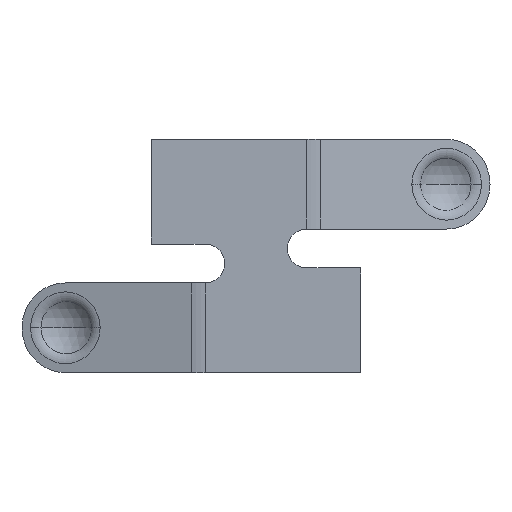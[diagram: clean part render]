
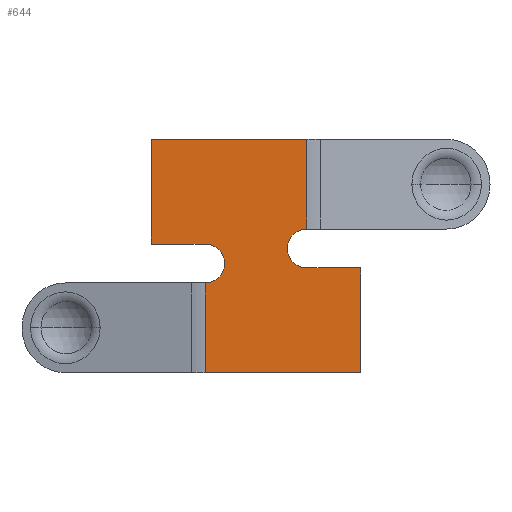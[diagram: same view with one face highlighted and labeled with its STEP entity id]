
A CAD part, front view. The second image highlights one B-rep face of the part: STEP entity #644.
In plain terms, the highlighted planar face has unit normal (0, -1, 0).
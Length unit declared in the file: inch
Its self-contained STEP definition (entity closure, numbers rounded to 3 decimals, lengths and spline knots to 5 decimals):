
#8 = CARTESIAN_POINT ( 'NONE',  ( -0.034, 0., -0.018 ) ) ;
#21 = ORIENTED_EDGE ( 'NONE', *, *, #91, .F. ) ;
#38 = DIRECTION ( 'NONE',  ( 0., -1., 0. ) ) ;
#59 = DIRECTION ( 'NONE',  ( -1., 0., 0. ) ) ;
#91 = EDGE_CURVE ( 'NONE', #555, #1174, #1068, .T. ) ;
#95 = AXIS2_PLACEMENT_3D ( 'NONE', #643, #868, #380 ) ;
#100 = VERTEX_POINT ( 'NONE', #210 ) ;
#118 = ORIENTED_EDGE ( 'NONE', *, *, #736, .F. ) ;
#123 = CARTESIAN_POINT ( 'NONE',  ( 0.034, 0., 0.078 ) ) ;
#134 = ORIENTED_EDGE ( 'NONE', *, *, #1009, .F. ) ;
#191 = CARTESIAN_POINT ( 'NONE',  ( 0.034, 0., 0.078 ) ) ;
#210 = CARTESIAN_POINT ( 'NONE',  ( -0.034, 0., 0.008 ) ) ;
#228 = EDGE_CURVE ( 'NONE', #645, #942, #256, .T. ) ;
#238 = LINE ( 'NONE', #521, #613 ) ;
#256 = LINE ( 'NONE', #428, #940 ) ;
#349 = DIRECTION ( 'NONE',  ( -1., 0., 0. ) ) ;
#363 = DIRECTION ( 'NONE',  ( 0., 0., -1. ) ) ;
#376 = EDGE_CURVE ( 'NONE', #100, #645, #1028, .T. ) ;
#379 = EDGE_CURVE ( 'NONE', #1174, #839, #238, .T. ) ;
#380 = DIRECTION ( 'NONE',  ( 0., 0., -1. ) ) ;
#381 = ORIENTED_EDGE ( 'NONE', *, *, #512, .F. ) ;
#384 = CARTESIAN_POINT ( 'NONE',  ( 0.07, 0., -0.078 ) ) ;
#387 = ORIENTED_EDGE ( 'NONE', *, *, #545, .T. ) ;
#412 = DIRECTION ( 'NONE',  ( 1., 0., 0. ) ) ;
#428 = CARTESIAN_POINT ( 'NONE',  ( -0.07, 0., 0.008 ) ) ;
#435 = VECTOR ( 'NONE', #547, 39.37008 ) ;
#452 = VERTEX_POINT ( 'NONE', #724 ) ;
#491 = VECTOR ( 'NONE', #363, 39.37008 ) ;
#512 = EDGE_CURVE ( 'NONE', #788, #1164, #1036, .T. ) ;
#519 = CIRCLE ( 'NONE', #673, 0.013 ) ;
#521 = CARTESIAN_POINT ( 'NONE',  ( -0.034, 0., -0.078 ) ) ;
#545 = EDGE_CURVE ( 'NONE', #990, #839, #1152, .T. ) ;
#547 = DIRECTION ( 'NONE',  ( 1., 0., 0. ) ) ;
#551 = LINE ( 'NONE', #1127, #435 ) ;
#555 = VERTEX_POINT ( 'NONE', #845 ) ;
#565 = ORIENTED_EDGE ( 'NONE', *, *, #766, .F. ) ;
#613 = VECTOR ( 'NONE', #349, 39.37008 ) ;
#624 = DIRECTION ( 'NONE',  ( 0., 0., 1. ) ) ;
#643 = CARTESIAN_POINT ( 'NONE',  ( -0.034, 0., -0.005 ) ) ;
#644 = ADVANCED_FACE ( 'NONE', ( #654 ), #1133, .T. ) ;
#645 = VERTEX_POINT ( 'NONE', #1030 ) ;
#654 = FACE_OUTER_BOUND ( 'NONE', #1162, .T. ) ;
#673 = AXIS2_PLACEMENT_3D ( 'NONE', #926, #831, #1110 ) ;
#706 = ORIENTED_EDGE ( 'NONE', *, *, #228, .F. ) ;
#724 = CARTESIAN_POINT ( 'NONE',  ( 0.034, 0., -0.008 ) ) ;
#726 = CARTESIAN_POINT ( 'NONE',  ( 0.07, 0., -0.078 ) ) ;
#736 = EDGE_CURVE ( 'NONE', #990, #100, #1003, .T. ) ;
#745 = CARTESIAN_POINT ( 'NONE',  ( 0.034, 0., 0.018 ) ) ;
#757 = DIRECTION ( 'NONE',  ( 0., 0., -1. ) ) ;
#766 = EDGE_CURVE ( 'NONE', #452, #555, #987, .T. ) ;
#788 = VERTEX_POINT ( 'NONE', #123 ) ;
#797 = CARTESIAN_POINT ( 'NONE',  ( 0.07, 0., -0.008 ) ) ;
#799 = DIRECTION ( 'NONE',  ( 0., 0., -1. ) ) ;
#831 = DIRECTION ( 'NONE',  ( 0., -1., 0. ) ) ;
#839 = VERTEX_POINT ( 'NONE', #1024 ) ;
#843 = VECTOR ( 'NONE', #59, 39.37008 ) ;
#845 = CARTESIAN_POINT ( 'NONE',  ( 0.07, 0., -0.008 ) ) ;
#868 = DIRECTION ( 'NONE',  ( 0., -1., 0. ) ) ;
#880 = VECTOR ( 'NONE', #412, 39.37008 ) ;
#885 = DIRECTION ( 'NONE',  ( 0., 0., -1. ) ) ;
#922 = ORIENTED_EDGE ( 'NONE', *, *, #376, .F. ) ;
#926 = CARTESIAN_POINT ( 'NONE',  ( 0.034, 0., 0.005 ) ) ;
#940 = VECTOR ( 'NONE', #624, 39.37008 ) ;
#942 = VERTEX_POINT ( 'NONE', #1029 ) ;
#957 = CARTESIAN_POINT ( 'NONE',  ( -0.034, 0., -0.018 ) ) ;
#978 = CARTESIAN_POINT ( 'NONE',  ( -0.034, 0., -0.005 ) ) ;
#987 = LINE ( 'NONE', #797, #880 ) ;
#990 = VERTEX_POINT ( 'NONE', #957 ) ;
#1003 = CIRCLE ( 'NONE', #1196, 0.013 ) ;
#1009 = EDGE_CURVE ( 'NONE', #942, #788, #551, .T. ) ;
#1024 = CARTESIAN_POINT ( 'NONE',  ( -0.034, 0., -0.078 ) ) ;
#1028 = LINE ( 'NONE', #1099, #843 ) ;
#1029 = CARTESIAN_POINT ( 'NONE',  ( -0.07, 0., 0.078 ) ) ;
#1030 = CARTESIAN_POINT ( 'NONE',  ( -0.07, 0., 0.008 ) ) ;
#1036 = LINE ( 'NONE', #191, #491 ) ;
#1068 = LINE ( 'NONE', #384, #1140 ) ;
#1081 = ORIENTED_EDGE ( 'NONE', *, *, #379, .F. ) ;
#1099 = CARTESIAN_POINT ( 'NONE',  ( -0.034, 0., 0.008 ) ) ;
#1110 = DIRECTION ( 'NONE',  ( 0., 0., 1. ) ) ;
#1127 = CARTESIAN_POINT ( 'NONE',  ( -0.07, 0., 0.078 ) ) ;
#1133 = PLANE ( 'NONE',  #95 ) ;
#1140 = VECTOR ( 'NONE', #799, 39.37008 ) ;
#1142 = ORIENTED_EDGE ( 'NONE', *, *, #1202, .F. ) ;
#1152 = LINE ( 'NONE', #8, #1194 ) ;
#1162 = EDGE_LOOP ( 'NONE', ( #387, #1081, #21, #565, #1142, #381, #134, #706, #922, #118 ) ) ;
#1164 = VERTEX_POINT ( 'NONE', #745 ) ;
#1174 = VERTEX_POINT ( 'NONE', #726 ) ;
#1194 = VECTOR ( 'NONE', #757, 39.37008 ) ;
#1196 = AXIS2_PLACEMENT_3D ( 'NONE', #978, #38, #885 ) ;
#1202 = EDGE_CURVE ( 'NONE', #1164, #452, #519, .T. ) ;
